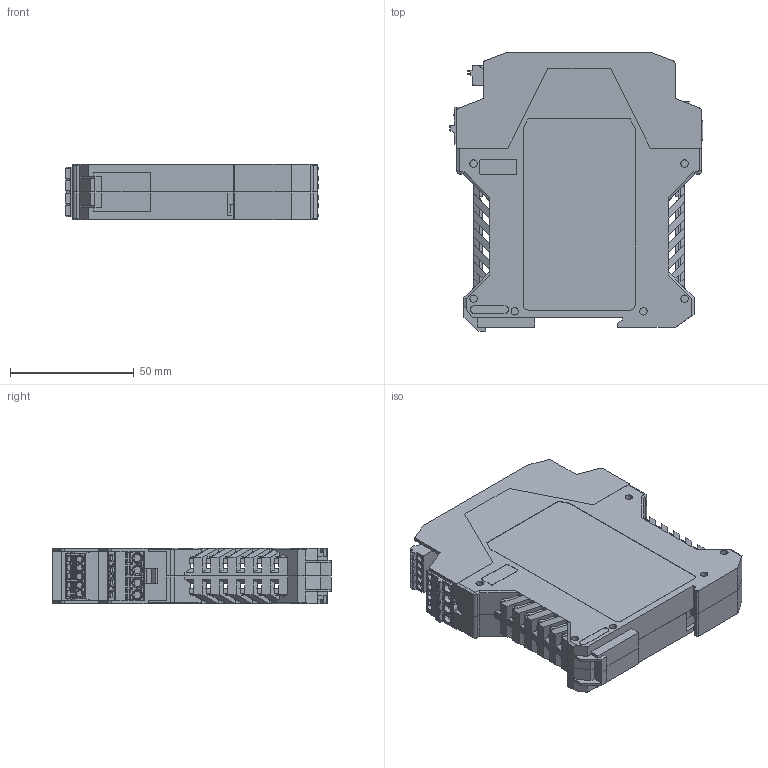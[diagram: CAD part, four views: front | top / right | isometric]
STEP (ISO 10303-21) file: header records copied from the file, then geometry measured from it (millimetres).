
FILE_DESCRIPTION (( 'STEP AP214' ), '1' );
FILE_NAME ('SAFEONE_DN3PW2_33PW10_2025-10-01.STEP', '2025-10-01T07:17:15', ( '' ), ( '' ), 'SwSTEP 2.0', 'SolidWorks 2023', '' );
FILE_SCHEMA (( 'AUTOMOTIVE_DESIGN' ));
Length unit declared in the file: millimetre
Products named in the file (22): 2023_01_30_08_06_02_0811^Pxc_1714281_05_GMSTB-2-5-HCV-3-ST-7-62_2025-09-30; 2023_01_30_08_06_02_0780^Pxc_1714281_05_GMSTB-2-5-HCV-3-ST-7-62_2025-09-30; 2023_01_30_08_06_02_0749^Pxc_1714281_05_GMSTB-2-5-HCV-3-ST-7-62_2025-09-30; CO_FKC_2_5; ME_22.5_UTL_H_H.Select__00392903^4_2908362_Unterteil_22_5_DINA_22,5mm_SAFEONE_33PW10_NEU; ME_Verriegelungshaken_H.Select__00446697^4_2908362_Unterteil_22_5_DINA_22,5mm_SAFEONE_33PW10_NEU; AC_FKC_2_5_FEDEROEFFNER.4; 2023_01_30_08_06_02_0733^Pxc_1714281_05_GMSTB-2-5-HCV-3-ST-7-62_2025-09-30; ME_22.5_UTR_H_H.Select__00393036^4_2908362_Unterteil_22_5_DINA_22,5mm_SAFEONE_33PW10_NEU; 2023_01_30_08_06_02_0796^Pxc_1714281_05_GMSTB-2-5-HCV-3-ST-7-62_2025-09-30; 2023_01_30_08_06_02_0764^Pxc_1714281_05_GMSTB-2-5-HCV-3-ST-7-62_2025-09-30; pxc_1084239_00_FKCT-2-5-4-ST-YE_3D; 2023_01_30_08_06_02_0608^Pxc_1714281_05_GMSTB-2-5-HCV-3-ST-7-62_2025-09-30; Pxc_1714281_05_GMSTB-2-5-HCV-3-ST-7-62_2025-09-30; DINA_22,5mm_SAFEONE_base module_33PW10_ohne_Beschriftung; pxc_1952296_04_FMC-1-5-5-ST-3-5_3D; 4_2908362_Unterteil_22_5^DINA_22,5mm_SAFEONE_33PW10_NEU; AT_FKCT_2_5_ST_5_00; 2023_01_30_08_06_02_0827^Pxc_1714281_05_GMSTB-2-5-HCV-3-ST-7-62_2025-09-30; 2023_01_30_08_06_02_0717^Pxc_1714281_05_GMSTB-2-5-HCV-3-ST-7-62_2025-09-30; SAFEONE_DN3PW2_33PW10_2025-10-01; 2023_01_30_08_06_02_0702^Pxc_1714281_05_GMSTB-2-5-HCV-3-ST-7-62_2025-09-30
Assembly tree (28 placements, depth 3):
  SAFEONE_DN3PW2_33PW10_2025-10-01
    4_2908362_Unterteil_22_5^DINA_22,5mm_SAFEONE_33PW10_NEU
      ME_Verriegelungshaken_H.Select__00446697^4_2908362_Unterteil_22_5_DINA_22,5mm_SAFEONE_33PW10_NEU  x2
      ME_22.5_UTL_H_H.Select__00392903^4_2908362_Unterteil_22_5_DINA_22,5mm_SAFEONE_33PW10_NEU
      ME_22.5_UTR_H_H.Select__00393036^4_2908362_Unterteil_22_5_DINA_22,5mm_SAFEONE_33PW10_NEU
    pxc_1952296_04_FMC-1-5-5-ST-3-5_3D
    DINA_22,5mm_SAFEONE_base module_33PW10_ohne_Beschriftung
    Pxc_1714281_05_GMSTB-2-5-HCV-3-ST-7-62_2025-09-30
      2023_01_30_08_06_02_0827^Pxc_1714281_05_GMSTB-2-5-HCV-3-ST-7-62_2025-09-30
      2023_01_30_08_06_02_0811^Pxc_1714281_05_GMSTB-2-5-HCV-3-ST-7-62_2025-09-30
      2023_01_30_08_06_02_0796^Pxc_1714281_05_GMSTB-2-5-HCV-3-ST-7-62_2025-09-30
      2023_01_30_08_06_02_0780^Pxc_1714281_05_GMSTB-2-5-HCV-3-ST-7-62_2025-09-30
      2023_01_30_08_06_02_0764^Pxc_1714281_05_GMSTB-2-5-HCV-3-ST-7-62_2025-09-30
      2023_01_30_08_06_02_0749^Pxc_1714281_05_GMSTB-2-5-HCV-3-ST-7-62_2025-09-30
      2023_01_30_08_06_02_0733^Pxc_1714281_05_GMSTB-2-5-HCV-3-ST-7-62_2025-09-30
      2023_01_30_08_06_02_0717^Pxc_1714281_05_GMSTB-2-5-HCV-3-ST-7-62_2025-09-30
      2023_01_30_08_06_02_0702^Pxc_1714281_05_GMSTB-2-5-HCV-3-ST-7-62_2025-09-30
      2023_01_30_08_06_02_0608^Pxc_1714281_05_GMSTB-2-5-HCV-3-ST-7-62_2025-09-30
    pxc_1084239_00_FKCT-2-5-4-ST-YE_3D
      CO_FKC_2_5  x4
      AC_FKC_2_5_FEDEROEFFNER.4  x4
      AT_FKCT_2_5_ST_5_00
Bounding box: 102.5 x 112.5 x 22.6 mm (x, y, z)
Volume: 55875.6 mm3; surface area: 69878.8 mm2
Topology: 30 solids, 30 shells, 2447 faces, 6935 edges, 4516 vertices
Faces by surface type: plane 1699, cylinder 637, cone 52, bspline 36, torus 18, sphere 5
Entity records: 89098 total; most frequent: CARTESIAN_POINT 18577, ORIENTED_EDGE 13452, DIRECTION 12245, EDGE_CURVE 6726, LINE 5101, VECTOR 5101, VERTEX_POINT 4382, AXIS2_PLACEMENT_3D 3572
